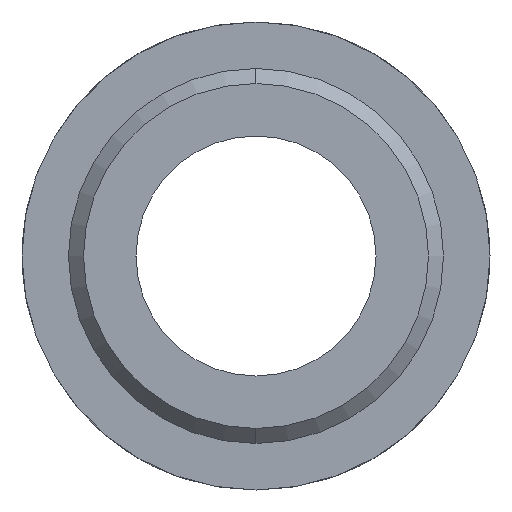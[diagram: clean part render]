
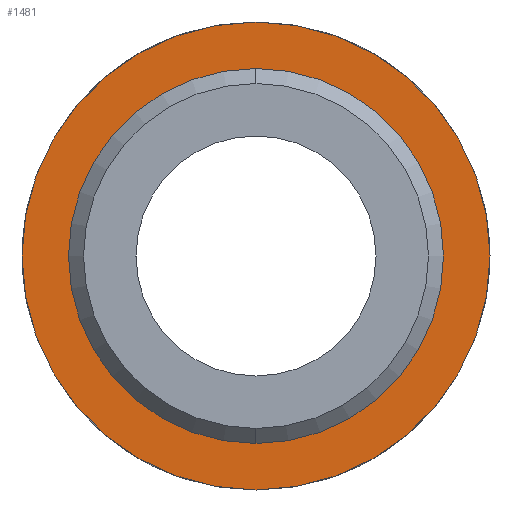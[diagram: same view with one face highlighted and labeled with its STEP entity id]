
A CAD part, left-side view. The second image highlights one B-rep face of the part: STEP entity #1481.
In plain terms, the highlighted planar face has unit normal (-1, 0, 0).
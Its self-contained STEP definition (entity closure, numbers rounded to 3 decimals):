
#1481=ADVANCED_FACE('',(#1687,#1688),#1660,.F.);
#1660=PLANE('',#4212);
#1687=FACE_BOUND('',#1884,.T.);
#1688=FACE_BOUND('',#1885,.T.);
#1884=EDGE_LOOP('',(#2943,#2944));
#1885=EDGE_LOOP('',(#2945,#2946));
#2943=ORIENTED_EDGE('',*,*,#3460,.F.);
#2944=ORIENTED_EDGE('',*,*,#3475,.F.);
#2945=ORIENTED_EDGE('',*,*,#3910,.T.);
#2946=ORIENTED_EDGE('',*,*,#3911,.T.);
#3067=VERTEX_POINT('',#5441);
#3068=VERTEX_POINT('',#5443);
#3365=VERTEX_POINT('',#6347);
#3366=VERTEX_POINT('',#6348);
#3460=EDGE_CURVE('',#3067,#3068,#3963,.T.);
#3475=EDGE_CURVE('',#3068,#3067,#3969,.T.);
#3910=EDGE_CURVE('',#3365,#3366,#3971,.T.);
#3911=EDGE_CURVE('',#3366,#3365,#3972,.T.);
#3963=CIRCLE('',#4045,15.6);
#3969=CIRCLE('',#4054,15.6);
#3971=CIRCLE('',#4210,12.5);
#3972=CIRCLE('',#4211,12.5);
#4045=AXIS2_PLACEMENT_3D('',#5442,#4407,#4408);
#4054=AXIS2_PLACEMENT_3D('',#5469,#4434,#4435);
#4210=AXIS2_PLACEMENT_3D('',#6346,#5179,#5180);
#4211=AXIS2_PLACEMENT_3D('',#6349,#5181,#5182);
#4212=AXIS2_PLACEMENT_3D('',#6350,#5183,#5184);
#4407=DIRECTION('',(1.,0.,0.));
#4408=DIRECTION('',(0.,0.,1.));
#4434=DIRECTION('',(1.,0.,0.));
#4435=DIRECTION('',(0.,0.,-1.));
#5179=DIRECTION('',(1.,0.,0.));
#5180=DIRECTION('',(0.,0.,1.));
#5181=DIRECTION('',(1.,0.,0.));
#5182=DIRECTION('',(0.,0.,-1.));
#5183=DIRECTION('',(1.,0.,0.));
#5184=DIRECTION('',(0.,0.,1.));
#5441=CARTESIAN_POINT('',(11.,0.,15.6));
#5442=CARTESIAN_POINT('',(11.,0.,0.));
#5443=CARTESIAN_POINT('',(11.,0.,-15.6));
#5469=CARTESIAN_POINT('',(11.,0.,0.));
#6346=CARTESIAN_POINT('',(11.,0.,0.));
#6347=CARTESIAN_POINT('',(11.,0.,12.5));
#6348=CARTESIAN_POINT('',(11.,0.,-12.5));
#6349=CARTESIAN_POINT('',(11.,0.,0.));
#6350=CARTESIAN_POINT('',(11.,0.,0.));
